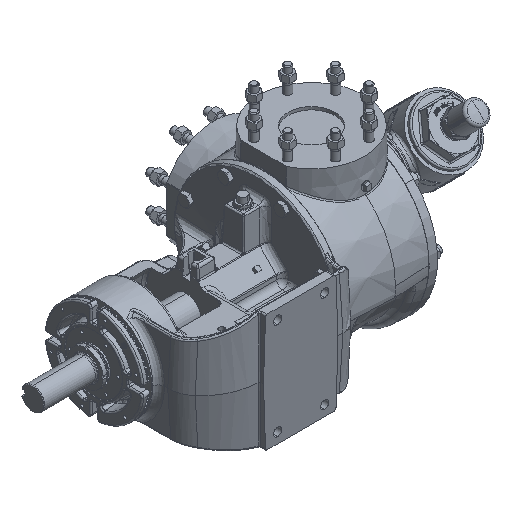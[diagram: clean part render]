
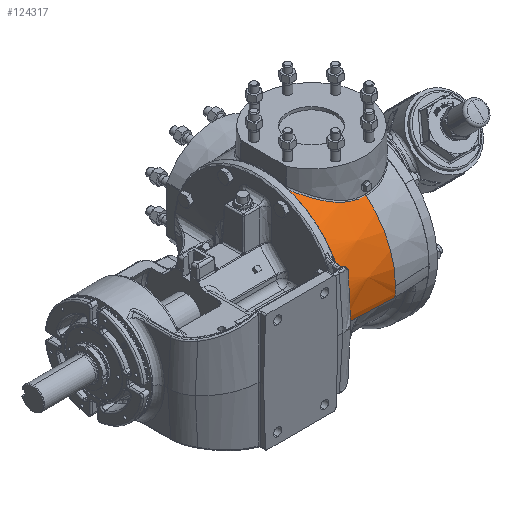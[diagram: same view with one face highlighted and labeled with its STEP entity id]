
A CAD part, isometric view. The second image highlights one B-rep face of the part: STEP entity #124317.
In plain terms, the highlighted conical face has half-angle 2 degrees and reference radius 177.8 mm.
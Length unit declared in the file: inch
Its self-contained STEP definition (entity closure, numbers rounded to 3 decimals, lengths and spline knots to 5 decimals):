
#7006 = CARTESIAN_POINT ( 'NONE',  ( 3.31785, -4.57959, 5.45458 ) ) ;
#7539 = CARTESIAN_POINT ( 'NONE',  ( 4.08, -4.64184, 5.43674 ) ) ;
#8019 = CARTESIAN_POINT ( 'NONE',  ( 1.45681, -3.84031, 5.92215 ) ) ;
#9915 = AXIS2_PLACEMENT_3D ( 'NONE', #46033, #210695, #69641 ) ;
#17323 = EDGE_CURVE ( 'Defeatured_0_2345+Defeatured_0_2344+Defeatured_0_1590+Defeatured_0_2358', #244135, #25154, #194732, .T. ) ;
#25154 = VERTEX_POINT ( 'NONE', #158884 ) ;
#25922 = CARTESIAN_POINT ( 'NONE',  ( 4.08, 0., 0. ) ) ;
#30652 = CARTESIAN_POINT ( 'NONE',  ( 3.15687, -4.55002, 5.47197 ) ) ;
#31152 = CARTESIAN_POINT ( 'NONE',  ( 4.08, -4.64181, 5.43676 ) ) ;
#31646 = CARTESIAN_POINT ( 'NONE',  ( 0.97076, -3.46119, 6.13238 ) ) ;
#32375 = CIRCLE ( 'NONE', #166851, 7.00471 ) ;
#46033 = CARTESIAN_POINT ( 'NONE',  ( 4.08, 0., 0. ) ) ;
#46595 = VERTEX_POINT ( 'NONE', #167214 ) ;
#49584 = DIRECTION ( 'NONE',  ( 0., 1., 0. ) ) ;
#53476 = CARTESIAN_POINT ( 'NONE',  ( -0.045, 0., 0. ) ) ;
#54116 = ORIENTED_EDGE ( 'NONE', *, *, #57951, .T. ) ;
#54286 = EDGE_LOOP ( 'NONE', ( #54116, #60876, #205139, #172046, #235548, #247126 ) ) ;
#54312 = CARTESIAN_POINT ( 'NONE',  ( 2.89378, -4.48987, 5.50967 ) ) ;
#55328 = CARTESIAN_POINT ( 'NONE',  ( 0.6091, -3.09641, 6.30917 ) ) ;
#57951 = EDGE_CURVE ( 'Defeatured_0_2345+Defeatured_0_2346+Defeatured_0_2357+Defeatured_0_1590', #208791, #238127, #214804, .T. ) ;
#60876 = ORIENTED_EDGE ( 'NONE', *, *, #61928, .T. ) ;
#61928 = EDGE_CURVE ( 'Defeatured_0_2345+Defeatured_0_1590+Defeatured_0_2346+Defeatured_0_2344', #238127, #244135, #32375, .T. ) ;
#62177 = VECTOR ( 'NONE', #99961, 39.37008 ) ;
#69641 = DIRECTION ( 'NONE',  ( 0., 1., 0. ) ) ;
#77096 = DIRECTION ( 'NONE',  ( 0., 0., -1. ) ) ;
#77941 = CARTESIAN_POINT ( 'NONE',  ( 2.38663, -4.32887, 5.61552 ) ) ;
#78986 = CARTESIAN_POINT ( 'NONE',  ( 0.40845, -2.85782, 6.41316 ) ) ;
#85159 = CARTESIAN_POINT ( 'NONE',  ( -0.045, -6.9525, -0.85366 ) ) ;
#86666 = EDGE_CURVE ( 'Defeatured_0_2345+Defeatured_0_2357+Defeatured_0_2358+Defeatured_0_2346', #46595, #208791, #163830, .T. ) ;
#99961 = DIRECTION ( 'NONE',  ( 0.999, -0.035, -0.004 ) ) ;
#100643 = CARTESIAN_POINT ( 'NONE',  ( 3.86032, -4.64187, 5.42662 ) ) ;
#101650 = CARTESIAN_POINT ( 'NONE',  ( 2.09669, -4.19965, 5.69939 ) ) ;
#102663 = CARTESIAN_POINT ( 'NONE',  ( 0.16358, -2.52156, 6.54544 ) ) ;
#111201 = EDGE_CURVE ( 'Defeatured_0_2358+Defeatured_0_2345+Defeatured_0_2357+Defeatured_0_2344', #46595, #240795, #160353, .T. ) ;
#124267 = CARTESIAN_POINT ( 'NONE',  ( 4.08, -4.6418, 5.43678 ) ) ;
#124317 = ADVANCED_FACE ( 'Defeatured_0_2345', ( #239260 ), #169332, .T. ) ;
#124794 = CARTESIAN_POINT ( 'NONE',  ( 4.08, -4.64182, 5.43675 ) ) ;
#125172 = CARTESIAN_POINT ( 'NONE',  ( -0.18, 0., 0. ) ) ;
#125298 = CARTESIAN_POINT ( 'NONE',  ( 1.95457, -4.12994, 5.744 ) ) ;
#125352 = CARTESIAN_POINT ( 'NONE',  ( 4.08, -7.14876, 0. ) ) ;
#126320 = CARTESIAN_POINT ( 'NONE',  ( -0.045, -2.15734, 6.66423 ) ) ;
#130013 = AXIS2_PLACEMENT_3D ( 'NONE', #25922, #190512, #49584 ) ;
#138046 = EDGE_CURVE ( 'Defeatured_0_2358+Defeatured_0_2345+Defeatured_0_2357+Defeatured_0_2344', #240795, #25154, #294979, .T. ) ;
#148013 = CARTESIAN_POINT ( 'NONE',  ( 3.37189, -4.58821, 5.44979 ) ) ;
#149038 = CARTESIAN_POINT ( 'NONE',  ( 1.72403, -4.00468, 5.82253 ) ) ;
#158884 = CARTESIAN_POINT ( 'NONE',  ( 4.08, -7.09548, -0.87121 ) ) ;
#160353 = CIRCLE ( 'NONE', #9915, 7.14876 ) ;
#163830 = B_SPLINE_CURVE_WITH_KNOTS ( 'NONE', 3,
 ( #7539, #124794, #31152, #195760 ),
 .UNSPECIFIED., .F., .F.,
 ( 4, 4 ),
 ( 0., 0. ),
 .UNSPECIFIED. ) ;
#166851 = AXIS2_PLACEMENT_3D ( 'NONE', #53476, #218128, #77096 ) ;
#167214 = CARTESIAN_POINT ( 'NONE',  ( 4.08, -4.64184, 5.43674 ) ) ;
#169332 = CONICAL_SURFACE ( 'NONE', #258789, 7., 0.035 ) ;
#171612 = CARTESIAN_POINT ( 'NONE',  ( 3.21024, -4.56048, 5.46568 ) ) ;
#172046 = ORIENTED_EDGE ( 'NONE', *, *, #138046, .F. ) ;
#172649 = CARTESIAN_POINT ( 'NONE',  ( 1.28872, -3.72053, 5.99167 ) ) ;
#182504 = CARTESIAN_POINT ( 'NONE',  ( -0.045, -2.15734, 6.66423 ) ) ;
#190512 = DIRECTION ( 'NONE',  ( 1., 0., 0. ) ) ;
#194732 = LINE ( 'NONE', #263510, #62177 ) ;
#195239 = CARTESIAN_POINT ( 'NONE',  ( 2.99801, -4.51603, 5.49292 ) ) ;
#195760 = CARTESIAN_POINT ( 'NONE',  ( 4.08, -4.6418, 5.43678 ) ) ;
#196273 = CARTESIAN_POINT ( 'NONE',  ( 0.82085, -3.32158, 6.20364 ) ) ;
#205139 = ORIENTED_EDGE ( 'NONE', *, *, #17323, .T. ) ;
#208791 = VERTEX_POINT ( 'NONE', #256665 ) ;
#210695 = DIRECTION ( 'NONE',  ( 1., 0., 0. ) ) ;
#214804 = B_SPLINE_CURVE_WITH_KNOTS ( 'NONE', 3,
 ( #124267, #100643, #238519, #148013, #7006, #171612, #30652, #195239, #54312, #218981, #77941, #242579, #101650, #266231, #125298, #289932, #149038, #8019, #172649, #31646, #196273, #55328, #220004, #78986, #243582, #102663, #267246, #126320 ),
 .UNSPECIFIED., .F., .F.,
 ( 4, 2, 2, 2, 2, 2, 2, 2, 2, 2, 2, 2, 2, 4 ),
 ( 0., 0.01665, 0.02081, 0.02498, 0.0333, 0.04995, 0.05412, 0.05828, 0.0666, 0.08326, 0.09991, 0.10823, 0.11656, 0.13321 ),
 .UNSPECIFIED. ) ;
#218128 = DIRECTION ( 'NONE',  ( 1., 0., 0. ) ) ;
#218981 = CARTESIAN_POINT ( 'NONE',  ( 2.58576, -4.40131, 5.5673 ) ) ;
#220004 = CARTESIAN_POINT ( 'NONE',  ( 0.54068, -3.01868, 6.34415 ) ) ;
#235548 = ORIENTED_EDGE ( 'NONE', *, *, #111201, .F. ) ;
#238127 = VERTEX_POINT ( 'NONE', #182504 ) ;
#238519 = CARTESIAN_POINT ( 'NONE',  ( 3.64232, -4.62648, 5.42986 ) ) ;
#239260 = FACE_OUTER_BOUND ( 'NONE', #54286, .T. ) ;
#240795 = VERTEX_POINT ( 'NONE', #125352 ) ;
#242579 = CARTESIAN_POINT ( 'NONE',  ( 2.14477, -4.2219, 5.68501 ) ) ;
#243582 = CARTESIAN_POINT ( 'NONE',  ( 0.34515, -2.77533, 6.44692 ) ) ;
#244135 = VERTEX_POINT ( 'NONE', #85159 ) ;
#247126 = ORIENTED_EDGE ( 'NONE', *, *, #86666, .T. ) ;
#256665 = CARTESIAN_POINT ( 'NONE',  ( 4.08, -4.6418, 5.43678 ) ) ;
#258789 = AXIS2_PLACEMENT_3D ( 'NONE', #125172, #289810, #266103 ) ;
#263510 = CARTESIAN_POINT ( 'NONE',  ( -200.63377, 0., 0. ) ) ;
#266103 = DIRECTION ( 'NONE',  ( 0., 1., 0. ) ) ;
#266231 = CARTESIAN_POINT ( 'NONE',  ( 2.0016, -4.15367, 5.72888 ) ) ;
#267246 = CARTESIAN_POINT ( 'NONE',  ( 0.0536, -2.344, 6.60742 ) ) ;
#289810 = DIRECTION ( 'NONE',  ( 1., 0., 0. ) ) ;
#289932 = CARTESIAN_POINT ( 'NONE',  ( 1.81503, -4.05655, 5.79033 ) ) ;
#294979 = CIRCLE ( 'NONE', #130013, 7.14876 ) ;
